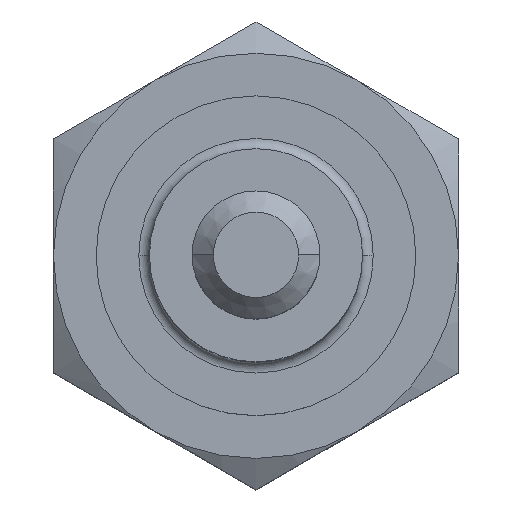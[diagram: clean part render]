
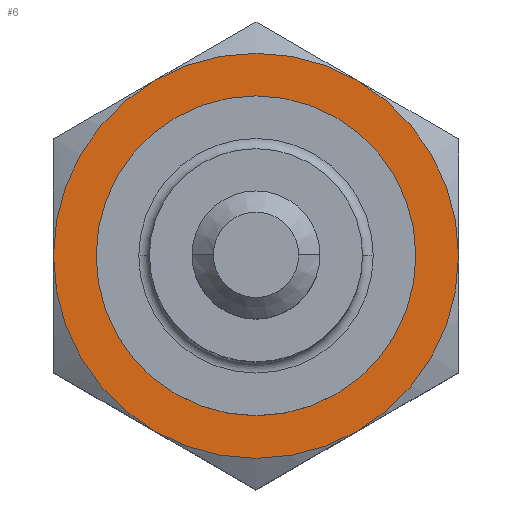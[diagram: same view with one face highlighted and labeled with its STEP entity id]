
A CAD part, top view. The second image highlights one B-rep face of the part: STEP entity #6.
In plain terms, the highlighted planar face has unit normal (0, 0, 1).
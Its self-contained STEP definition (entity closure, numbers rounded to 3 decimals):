
#6 = ADVANCED_FACE ( 'NONE', ( #197, #53 ), #413, .T. ) ;
#15 = CARTESIAN_POINT ( 'NONE',  ( 0., 0., 9. ) ) ;
#23 = DIRECTION ( 'NONE',  ( 1., 0., 0. ) ) ;
#53 = FACE_BOUND ( 'NONE', #1182, .T. ) ;
#55 = DIRECTION ( 'NONE',  ( 1., 0., 0. ) ) ;
#63 = VERTEX_POINT ( 'NONE', #111 ) ;
#75 = CARTESIAN_POINT ( 'NONE',  ( -4.75, -8.227, 9. ) ) ;
#76 = DIRECTION ( 'NONE',  ( 0., 0., 1. ) ) ;
#111 = CARTESIAN_POINT ( 'NONE',  ( 4.75, 8.227, 9. ) ) ;
#117 = ORIENTED_EDGE ( 'NONE', *, *, #309, .T. ) ;
#145 = VERTEX_POINT ( 'NONE', #1187 ) ;
#176 = EDGE_CURVE ( 'NONE', #63, #355, #596, .T. ) ;
#186 = DIRECTION ( 'NONE',  ( 1., 0., 0. ) ) ;
#197 = FACE_OUTER_BOUND ( 'NONE', #431, .T. ) ;
#200 = CARTESIAN_POINT ( 'NONE',  ( -4.75, 8.227, 9. ) ) ;
#229 = AXIS2_PLACEMENT_3D ( 'NONE', #1208, #76, #55 ) ;
#254 = AXIS2_PLACEMENT_3D ( 'NONE', #369, #662, #186 ) ;
#257 = CARTESIAN_POINT ( 'NONE',  ( 9.5, 0., 9. ) ) ;
#270 = DIRECTION ( 'NONE',  ( 0., 0., 1. ) ) ;
#281 = ORIENTED_EDGE ( 'NONE', *, *, #352, .T. ) ;
#293 = CIRCLE ( 'NONE', #567, 9.5 ) ;
#297 = AXIS2_PLACEMENT_3D ( 'NONE', #620, #270, #757 ) ;
#299 = DIRECTION ( 'NONE',  ( 1., 0., 0. ) ) ;
#309 = EDGE_CURVE ( 'NONE', #355, #145, #1008, .T. ) ;
#339 = CARTESIAN_POINT ( 'NONE',  ( -7.5, 0., 9. ) ) ;
#352 = EDGE_CURVE ( 'NONE', #1089, #783, #893, .T. ) ;
#355 = VERTEX_POINT ( 'NONE', #200 ) ;
#369 = CARTESIAN_POINT ( 'NONE',  ( 0., 0., 9. ) ) ;
#371 = EDGE_CURVE ( 'NONE', #783, #1136, #293, .T. ) ;
#413 = PLANE ( 'NONE',  #1181 ) ;
#431 = EDGE_LOOP ( 'NONE', ( #952, #988, #117, #1091, #281, #655 ) ) ;
#437 = DIRECTION ( 'NONE',  ( 1., 0., 0. ) ) ;
#567 = AXIS2_PLACEMENT_3D ( 'NONE', #15, #864, #684 ) ;
#596 = CIRCLE ( 'NONE', #229, 9.5 ) ;
#619 = CARTESIAN_POINT ( 'NONE',  ( 0., 0., 9. ) ) ;
#620 = CARTESIAN_POINT ( 'NONE',  ( 0., 0., 9. ) ) ;
#649 = EDGE_CURVE ( 'NONE', #1026, #1061, #1188, .T. ) ;
#653 = DIRECTION ( 'NONE',  ( 1., 0., 0. ) ) ;
#655 = ORIENTED_EDGE ( 'NONE', *, *, #371, .T. ) ;
#662 = DIRECTION ( 'NONE',  ( 0., 0., 1. ) ) ;
#684 = DIRECTION ( 'NONE',  ( 1., 0., 0. ) ) ;
#717 = AXIS2_PLACEMENT_3D ( 'NONE', #945, #1043, #23 ) ;
#721 = ORIENTED_EDGE ( 'NONE', *, *, #649, .T. ) ;
#749 = CIRCLE ( 'NONE', #951, 7.5 ) ;
#757 = DIRECTION ( 'NONE',  ( 1., 0., 0. ) ) ;
#761 = CIRCLE ( 'NONE', #254, 9.5 ) ;
#767 = CARTESIAN_POINT ( 'NONE',  ( -19., 0., 9. ) ) ;
#783 = VERTEX_POINT ( 'NONE', #913 ) ;
#798 = CARTESIAN_POINT ( 'NONE',  ( 0., 0., 9. ) ) ;
#804 = DIRECTION ( 'NONE',  ( 1., 0., 0. ) ) ;
#805 = CIRCLE ( 'NONE', #810, 9.5 ) ;
#810 = AXIS2_PLACEMENT_3D ( 'NONE', #619, #993, #804 ) ;
#840 = EDGE_CURVE ( 'NONE', #1061, #1026, #749, .T. ) ;
#859 = DIRECTION ( 'NONE',  ( 0., 0., 1. ) ) ;
#864 = DIRECTION ( 'NONE',  ( 0., 0., 1. ) ) ;
#892 = DIRECTION ( 'NONE',  ( 0., 0., -1. ) ) ;
#893 = CIRCLE ( 'NONE', #717, 9.5 ) ;
#902 = CARTESIAN_POINT ( 'NONE',  ( 7.5, 0., 9. ) ) ;
#913 = CARTESIAN_POINT ( 'NONE',  ( 4.75, -8.227, 9. ) ) ;
#931 = CARTESIAN_POINT ( 'NONE',  ( 0., 0., 9. ) ) ;
#945 = CARTESIAN_POINT ( 'NONE',  ( 0., 0., 9. ) ) ;
#951 = AXIS2_PLACEMENT_3D ( 'NONE', #931, #1217, #653 ) ;
#952 = ORIENTED_EDGE ( 'NONE', *, *, #953, .T. ) ;
#953 = EDGE_CURVE ( 'NONE', #1136, #63, #805, .T. ) ;
#988 = ORIENTED_EDGE ( 'NONE', *, *, #176, .T. ) ;
#993 = DIRECTION ( 'NONE',  ( 0., 0., 1. ) ) ;
#1008 = CIRCLE ( 'NONE', #297, 9.5 ) ;
#1026 = VERTEX_POINT ( 'NONE', #339 ) ;
#1043 = DIRECTION ( 'NONE',  ( 0., 0., 1. ) ) ;
#1061 = VERTEX_POINT ( 'NONE', #902 ) ;
#1089 = VERTEX_POINT ( 'NONE', #75 ) ;
#1091 = ORIENTED_EDGE ( 'NONE', *, *, #1177, .T. ) ;
#1136 = VERTEX_POINT ( 'NONE', #257 ) ;
#1177 = EDGE_CURVE ( 'NONE', #145, #1089, #761, .T. ) ;
#1181 = AXIS2_PLACEMENT_3D ( 'NONE', #767, #859, #299 ) ;
#1182 = EDGE_LOOP ( 'NONE', ( #721, #1204 ) ) ;
#1187 = CARTESIAN_POINT ( 'NONE',  ( -9.5, 0., 9. ) ) ;
#1188 = CIRCLE ( 'NONE', #1197, 7.5 ) ;
#1197 = AXIS2_PLACEMENT_3D ( 'NONE', #798, #892, #437 ) ;
#1204 = ORIENTED_EDGE ( 'NONE', *, *, #840, .T. ) ;
#1208 = CARTESIAN_POINT ( 'NONE',  ( 0., 0., 9. ) ) ;
#1217 = DIRECTION ( 'NONE',  ( 0., 0., -1. ) ) ;
